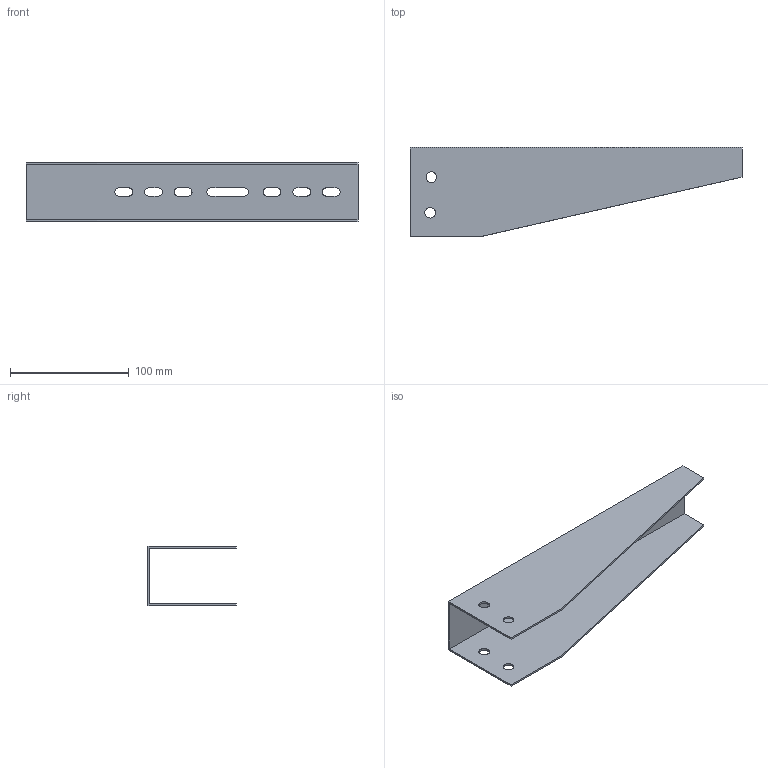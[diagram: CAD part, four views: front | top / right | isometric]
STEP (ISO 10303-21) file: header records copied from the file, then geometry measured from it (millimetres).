
FILE_DESCRIPTION (( 'STEP AP203' ), '1' );
FILE_NAME ('CLP1CZ-200-1 Êðîíøòåéí 200 ìì.STEP', '2016-03-15T13:14:54', ( '' ), ( '' ), 'SwSTEP 2.0', 'SolidWorks 2014', '' );
FILE_SCHEMA (( 'CONFIG_CONTROL_DESIGN' ));
Length unit declared in the file: millimetre
Products named in the file (1): CLP1CZ-200-1 Êðîíøòåéí 200 ìì
Bounding box: 280 x 75 x 50 mm (x, y, z)
Volume: 64656.2 mm3; surface area: 88134.7 mm2
Topology: 1 solids, 1 shells, 52 faces, 146 edges, 96 vertices
Faces by surface type: plane 34, cylinder 18
Full cylindrical faces by diameter (mm): 9 x4
Entity records: 1739 total; most frequent: CARTESIAN_POINT 283, DIRECTION 280, ORIENTED_EDGE 276, EDGE_CURVE 138, LINE 102, VECTOR 102, VERTEX_POINT 92, AXIS2_PLACEMENT_3D 89
